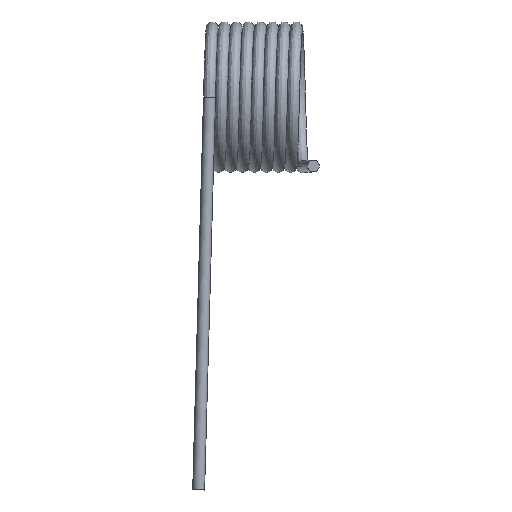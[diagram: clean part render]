
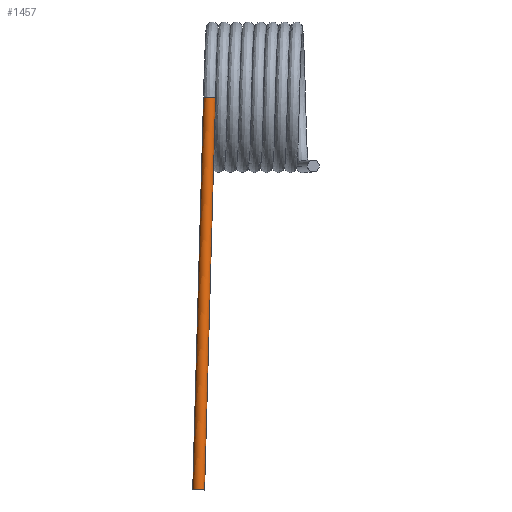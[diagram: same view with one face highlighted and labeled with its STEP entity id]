
A CAD part, top view. The second image highlights one B-rep face of the part: STEP entity #1457.
In plain terms, the highlighted cylindrical face has radius 1.346 mm (diameter 2.692 mm), a partial arc.
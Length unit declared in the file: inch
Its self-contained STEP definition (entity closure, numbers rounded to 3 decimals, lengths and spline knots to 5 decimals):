
#23 = VECTOR ( 'NONE', #615, 39.37008 ) ;
#69 = CARTESIAN_POINT ( 'NONE',  ( -0.09641, -3.49867, 0.618 ) ) ;
#101 = FACE_OUTER_BOUND ( 'NONE', #320, .T. ) ;
#124 = CYLINDRICAL_SURFACE ( 'NONE', #1243, 0.053 ) ;
#137 = DIRECTION ( 'NONE',  ( 0.028, 1., 0. ) ) ;
#181 = ORIENTED_EDGE ( 'NONE', *, *, #744, .F. ) ;
#273 = DIRECTION ( 'NONE',  ( -1., 0.028, 0. ) ) ;
#320 = EDGE_LOOP ( 'NONE', ( #181, #829, #1361, #902 ) ) ;
#389 = EDGE_CURVE ( 'NONE', #1192, #1364, #531, .T. ) ;
#424 = CARTESIAN_POINT ( 'NONE',  ( 0., 0., 0.618 ) ) ;
#506 = VECTOR ( 'NONE', #137, 39.37008 ) ;
#531 = LINE ( 'NONE', #648, #23 ) ;
#537 = CARTESIAN_POINT ( 'NONE',  ( -0.14939, -3.49721, 0.618 ) ) ;
#554 = CARTESIAN_POINT ( 'NONE',  ( -0.14939, -3.49721, 0.618 ) ) ;
#615 = DIRECTION ( 'NONE',  ( 0.028, 1., 0. ) ) ;
#648 = CARTESIAN_POINT ( 'NONE',  ( -0.04343, -3.50013, 0.618 ) ) ;
#744 = EDGE_CURVE ( 'NONE', #1192, #1574, #947, .T. ) ;
#829 = ORIENTED_EDGE ( 'NONE', *, *, #389, .T. ) ;
#902 = ORIENTED_EDGE ( 'NONE', *, *, #1735, .F. ) ;
#947 = CIRCLE ( 'NONE', #1447, 0.053 ) ;
#956 = CARTESIAN_POINT ( 'NONE',  ( -0.09641, -3.49867, 0.618 ) ) ;
#972 = AXIS2_PLACEMENT_3D ( 'NONE', #424, #1279, #273 ) ;
#1111 = DIRECTION ( 'NONE',  ( -1., 0.028, 0. ) ) ;
#1192 = VERTEX_POINT ( 'NONE', #1678 ) ;
#1243 = AXIS2_PLACEMENT_3D ( 'NONE', #956, #1790, #1111 ) ;
#1279 = DIRECTION ( 'NONE',  ( 0.028, 1., 0. ) ) ;
#1323 = DIRECTION ( 'NONE',  ( 1., -0.028, 0. ) ) ;
#1361 = ORIENTED_EDGE ( 'NONE', *, *, #1806, .F. ) ;
#1364 = VERTEX_POINT ( 'NONE', #1530 ) ;
#1423 = CARTESIAN_POINT ( 'NONE',  ( -0.05298, 0.00146, 0.618 ) ) ;
#1443 = CIRCLE ( 'NONE', #972, 0.053 ) ;
#1447 = AXIS2_PLACEMENT_3D ( 'NONE', #69, #1659, #1323 ) ;
#1457 = ADVANCED_FACE ( 'NONE', ( #101 ), #124, .T. ) ;
#1525 = LINE ( 'NONE', #537, #506 ) ;
#1530 = CARTESIAN_POINT ( 'NONE',  ( 0.05298, -0.00146, 0.618 ) ) ;
#1574 = VERTEX_POINT ( 'NONE', #554 ) ;
#1659 = DIRECTION ( 'NONE',  ( -0.028, -1., 0. ) ) ;
#1678 = CARTESIAN_POINT ( 'NONE',  ( -0.04343, -3.50013, 0.618 ) ) ;
#1712 = VERTEX_POINT ( 'NONE', #1423 ) ;
#1735 = EDGE_CURVE ( 'NONE', #1574, #1712, #1525, .T. ) ;
#1790 = DIRECTION ( 'NONE',  ( 0.028, 1., 0. ) ) ;
#1806 = EDGE_CURVE ( 'NONE', #1712, #1364, #1443, .T. ) ;
